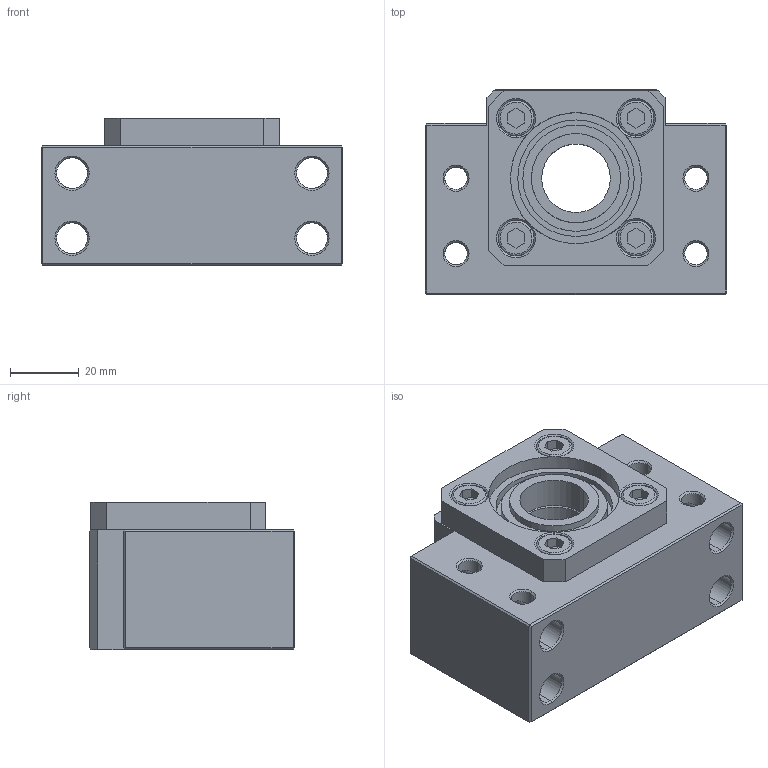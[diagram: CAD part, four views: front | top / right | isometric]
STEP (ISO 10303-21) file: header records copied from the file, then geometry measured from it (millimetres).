
FILE_DESCRIPTION (( 'STEP AP203' ), '1' );
FILE_NAME ('BK20.STEP', '2024-11-25T07:21:50', ( '' ), ( '' ), 'SwSTEP 2.0', 'SolidWorks 2021', '' );
FILE_SCHEMA (( 'CONFIG_CONTROL_DESIGN' ));
Length unit declared in the file: millimetre
Products named in the file (1): BK20
Bounding box: 88 x 60.01 x 43 mm (x, y, z)
Volume: 155521.9 mm3; surface area: 54612 mm2
Topology: 11 solids, 11 shells, 319 faces, 810 edges, 515 vertices
Faces by surface type: plane 147, cylinder 116, cone 48, bspline 8
Entity records: 10805 total; most frequent: CARTESIAN_POINT 2884, DIRECTION 1662, ORIENTED_EDGE 1612, EDGE_CURVE 806, AXIS2_PLACEMENT_3D 620, VERTEX_POINT 514, LINE 422, VECTOR 422
